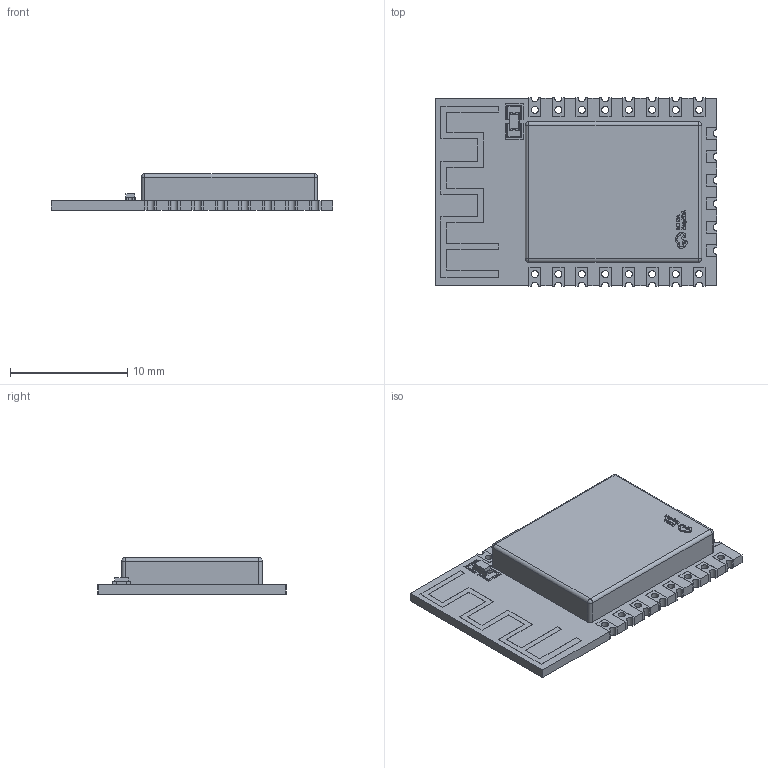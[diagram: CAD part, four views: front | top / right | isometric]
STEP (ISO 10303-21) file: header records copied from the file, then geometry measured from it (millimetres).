
FILE_DESCRIPTION(/* description */ (''),/* implementation_level */ '2;1');
FILE_NAME(/* name */ '3D_PCB1_2023-09-09.step',/* time_stamp */ '2023-09-09T15:46:20+08:00',/* author */ (''),/* organization */ (''),/* preprocessor_version */ 'ST-DEVELOPER v20',/* originating_system */ 'Autodesk Translation Framework v12.9.0.99',/* authorisation */ '');
FILE_SCHEMA (('AUTOMOTIVE_DESIGN { 1 0 10303 214 3 1 1 }'));
Length unit declared in the file: millimetre
Products named in the file (5): (未保存); U1; WIFIM-SMD_ESP-12F-ESP8266MOD; SOLID; COMPOUND (1)
Assembly tree (4 placements, depth 4):
  (未保存)
    U1
      WIFIM-SMD_ESP-12F-ESP8266MOD
        SOLID
        COMPOUND (1)
Bounding box: 24.01 x 16.02 x 3.11 mm (x, y, z)
Volume: 715.4 mm3; surface area: 977.1 mm2
Topology: 5 solids, 5 shells, 630 faces, 1756 edges, 1164 vertices
Faces by surface type: plane 464, bspline 112, cylinder 50, sphere 4
Full cylindrical faces by diameter (mm): 0.6 x16
Entity records: 22005 total; most frequent: CARTESIAN_POINT 5479, ORIENTED_EDGE 3504, DIRECTION 2850, EDGE_CURVE 1752, LINE 1428, VECTOR 1428, VERTEX_POINT 1164, AXIS2_PLACEMENT_3D 711
